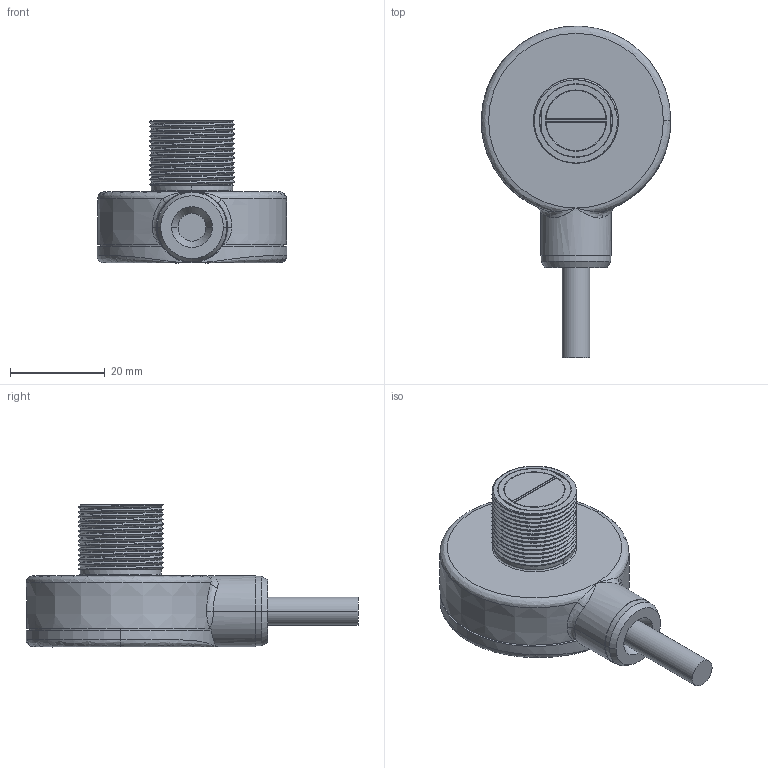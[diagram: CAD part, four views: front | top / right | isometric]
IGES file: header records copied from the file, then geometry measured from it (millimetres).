
Start section:  PTC IGES file: 155320.igs
Global section: file name: 155320.igs; native system: Pro/ENGINEER by Parametric Technology Corporation; preprocessor: 2009141; author: banengservice; organization: Unknown; date: 20101203.084737; units: inch
Bounding box: 40.08 x 70.21 x 30.09 mm (x, y, z)
Volume: 9730.3 mm3; surface area: 15628.1 mm2
Topology: 4 solids, 5 shells, 405 faces, 1001 edges, 631 vertices
Faces by surface type: bspline 205, revolution 194, extrusion 6
